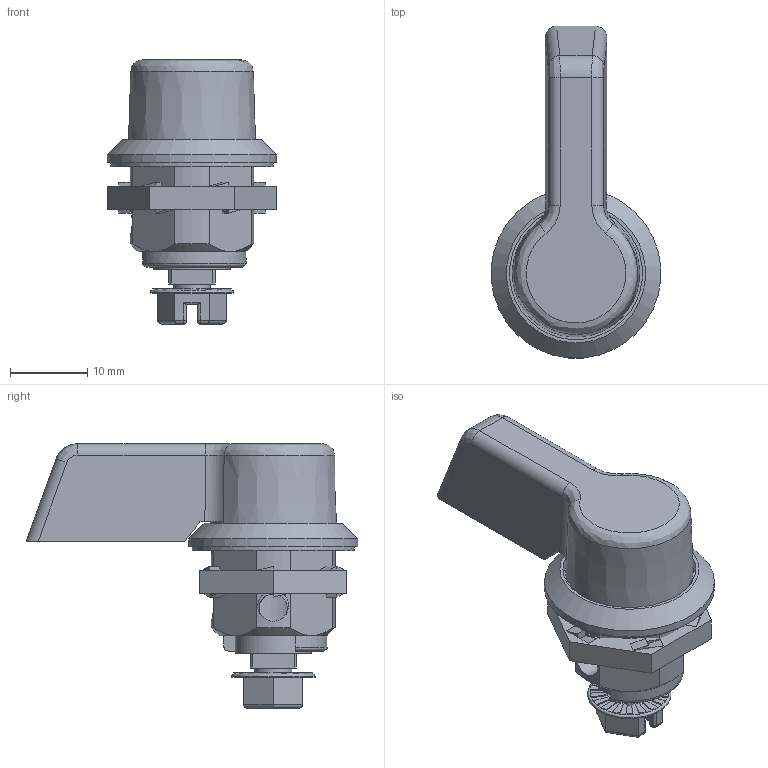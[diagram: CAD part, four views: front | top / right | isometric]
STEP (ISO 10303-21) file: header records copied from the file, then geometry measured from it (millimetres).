
FILE_DESCRIPTION (( 'STEP AP203' ), '1' );
FILE_NAME ('SCE-MINQLB.step', '2021-02-09T22:30:10', ( 'ADC123' ), ( 'Microsoft' ), 'SwSTEP 2.0', 'SolidWorks 2019', '' );
FILE_SCHEMA (( 'CONFIG_CONTROL_DESIGN' ));
Length unit declared in the file: inch
Products named in the file (1): SCE-MINQLB
Bounding box: 21.94 x 42.96 x 34.19 mm (x, y, z)
Volume: 7101.6 mm3; surface area: 6390.7 mm2
Topology: 5 solids, 5 shells, 381 faces, 947 edges, 590 vertices
Faces by surface type: plane 221, cylinder 124, bspline 21, torus 8, cone 7
Full cylindrical faces by diameter (mm): 1.8 x1, 3.65 x1, 4 x3, 4.8 x1, 9.85 x1, 10.1 x1, 10.8 x1, 12.5 x1, 12.65 x1, 14 x2, 16.1 x1, 17.2 x1, 21 x1, 22 x1
Entity records: 12621 total; most frequent: CARTESIAN_POINT 3897, ORIENTED_EDGE 1830, DIRECTION 1691, EDGE_CURVE 915, VERTEX_POINT 583, VECTOR 569, LINE 569, AXIS2_PLACEMENT_3D 561
